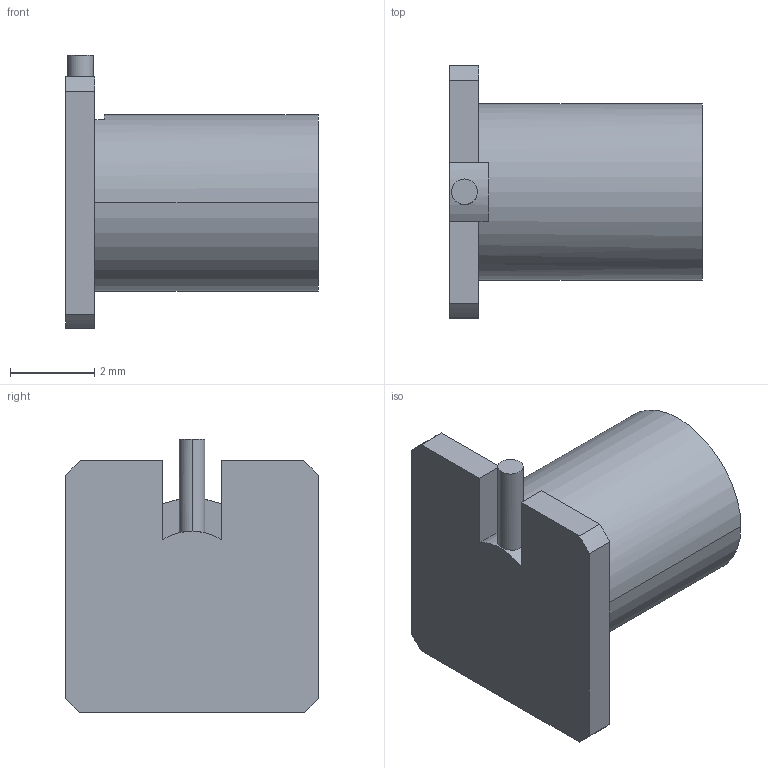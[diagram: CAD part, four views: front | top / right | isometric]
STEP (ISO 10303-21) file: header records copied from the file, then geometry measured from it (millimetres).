
FILE_DESCRIPTION((''),'2;1');
FILE_NAME('SMP-MSLD-PCR_SW0001','2019-12-24T',('karthik'),(''),'CREO PARAMETRIC BY PTC INC, 2018360','CREO PARAMETRIC BY PTC INC, 2018360','');
FILE_SCHEMA(('CONFIG_CONTROL_DESIGN'));
Length unit declared in the file: millimetre
Products named in the file (1): SMP-MSLD-PCR_SW0001
Bounding box: 5.99 x 5.99 x 6.5 mm (x, y, z)
Volume: 72.5 mm3; surface area: 190.7 mm2
Topology: 1 solids, 1 shells, 36 faces, 86 edges, 53 vertices
Faces by surface type: cylinder 17, plane 13, cone 4, sphere 2
Entity records: 1104 total; most frequent: CARTESIAN_POINT 211, DIRECTION 190, ORIENTED_EDGE 168, EDGE_CURVE 84, AXIS2_PLACEMENT_3D 72, VERTEX_POINT 53, VECTOR 46, LINE 46
